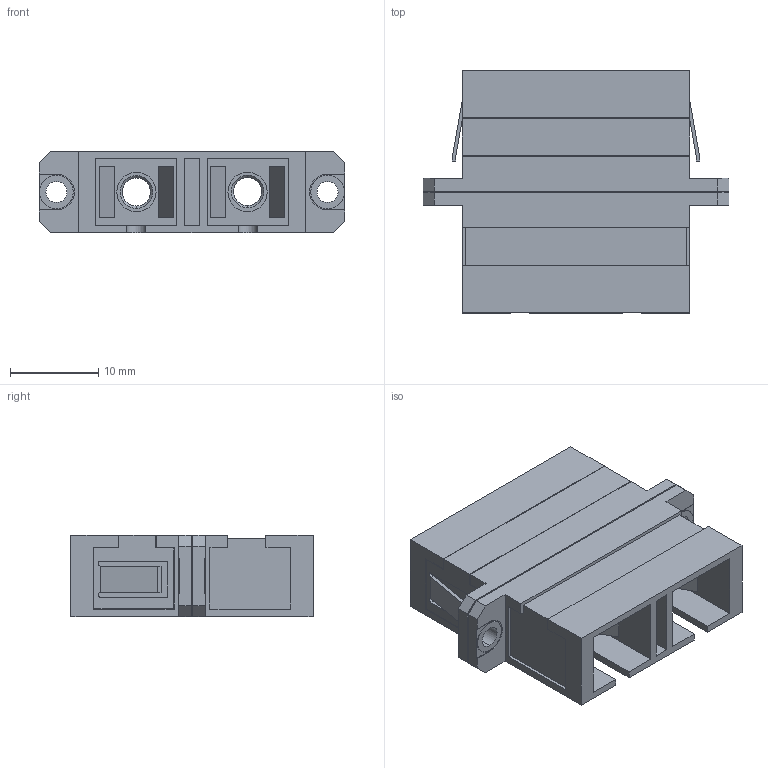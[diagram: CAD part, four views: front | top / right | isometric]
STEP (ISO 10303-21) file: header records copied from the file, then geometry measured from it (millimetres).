
FILE_DESCRIPTION (( 'STEP AP214' ), '1' );
FILE_NAME ('FOA-SCM12-PC0F_3D.STEP', '2021-08-12T20:21:54', ( '' ), ( '' ), 'SwSTEP 2.0', 'SolidWorks 2021', '' );
FILE_SCHEMA (( 'AUTOMOTIVE_DESIGN' ));
Length unit declared in the file: inch
Products named in the file (1): FOA-SCM12-PC0F_3D
Bounding box: 34.67 x 27.43 x 9.27 mm (x, y, z)
Volume: 3121.4 mm3; surface area: 6375.2 mm2
Topology: 1 solids, 1 shells, 264 faces, 708 edges, 468 vertices
Faces by surface type: plane 220, cylinder 36, cone 8
Entity records: 10064 total; most frequent: CARTESIAN_POINT 1441, ORIENTED_EDGE 1416, DIRECTION 1318, EDGE_CURVE 708, VECTOR 628, LINE 628, VERTEX_POINT 468, AXIS2_PLACEMENT_3D 345
